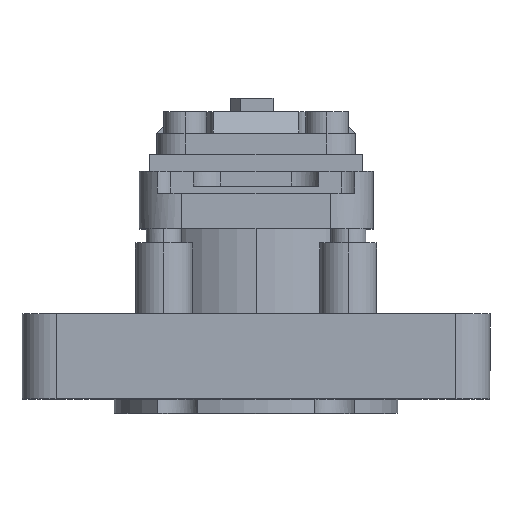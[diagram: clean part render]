
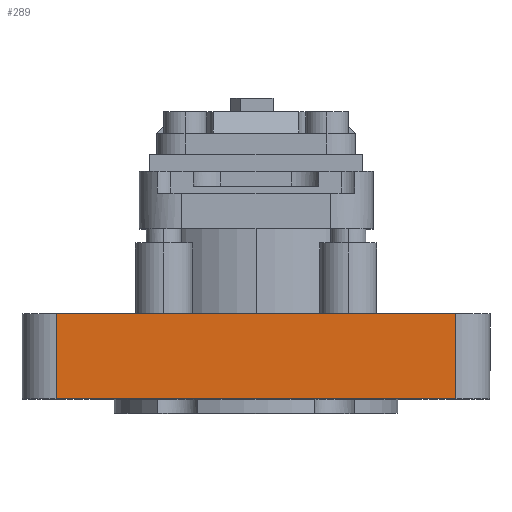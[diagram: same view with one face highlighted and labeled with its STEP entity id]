
A CAD part, top view. The second image highlights one B-rep face of the part: STEP entity #289.
In plain terms, the highlighted planar face has unit normal (0, 0, 1).
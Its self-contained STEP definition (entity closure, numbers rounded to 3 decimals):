
#289=ADVANCED_FACE('',(#554),#2526,.T.);
#554=FACE_OUTER_BOUND('',#867,.F.);
#867=EDGE_LOOP('',(#1256,#1257,#1258,#1259));
#1256=ORIENTED_EDGE('',*,*,#4258,.F.);
#1257=ORIENTED_EDGE('',*,*,#4403,.F.);
#1258=ORIENTED_EDGE('',*,*,#4309,.T.);
#1259=ORIENTED_EDGE('',*,*,#4408,.T.);
#2526=PLANE('',#5995);
#3466=LINE('',#8225,#3858);
#3492=LINE('',#8276,#3884);
#3526=LINE('',#8370,#3918);
#3531=LINE('',#8375,#3923);
#3858=VECTOR('',#6279,28.2);
#3884=VECTOR('',#6355,28.2);
#3918=VECTOR('',#6509,6.);
#3923=VECTOR('',#6514,6.);
#4258=EDGE_CURVE('',#5661,#5660,#3466,.T.);
#4309=EDGE_CURVE('',#5602,#5601,#3492,.T.);
#4403=EDGE_CURVE('',#5602,#5661,#3526,.T.);
#4408=EDGE_CURVE('',#5601,#5660,#3531,.T.);
#5601=VERTEX_POINT('',#8145);
#5602=VERTEX_POINT('',#8146);
#5660=VERTEX_POINT('',#8204);
#5661=VERTEX_POINT('',#8205);
#5995=AXIS2_PLACEMENT_3D('',#8943,#7242,#7243);
#6279=DIRECTION('',(-1.,0.,0.));
#6355=DIRECTION('',(-1.,0.,0.));
#6509=DIRECTION('',(0.,1.,0.));
#6514=DIRECTION('',(0.,1.,0.));
#7242=DIRECTION('',(0.,0.,1.));
#7243=DIRECTION('',(-1.,0.,0.));
#8145=CARTESIAN_POINT('',(-14.1,1.,17.));
#8146=CARTESIAN_POINT('',(14.1,1.,17.));
#8204=CARTESIAN_POINT('',(-14.1,7.,17.));
#8205=CARTESIAN_POINT('',(14.1,7.,17.));
#8225=CARTESIAN_POINT('',(14.1,7.,17.));
#8276=CARTESIAN_POINT('',(14.1,1.,17.));
#8370=CARTESIAN_POINT('',(14.1,1.,17.));
#8375=CARTESIAN_POINT('',(-14.1,1.,17.));
#8943=CARTESIAN_POINT('',(16.83,7.33,17.));
